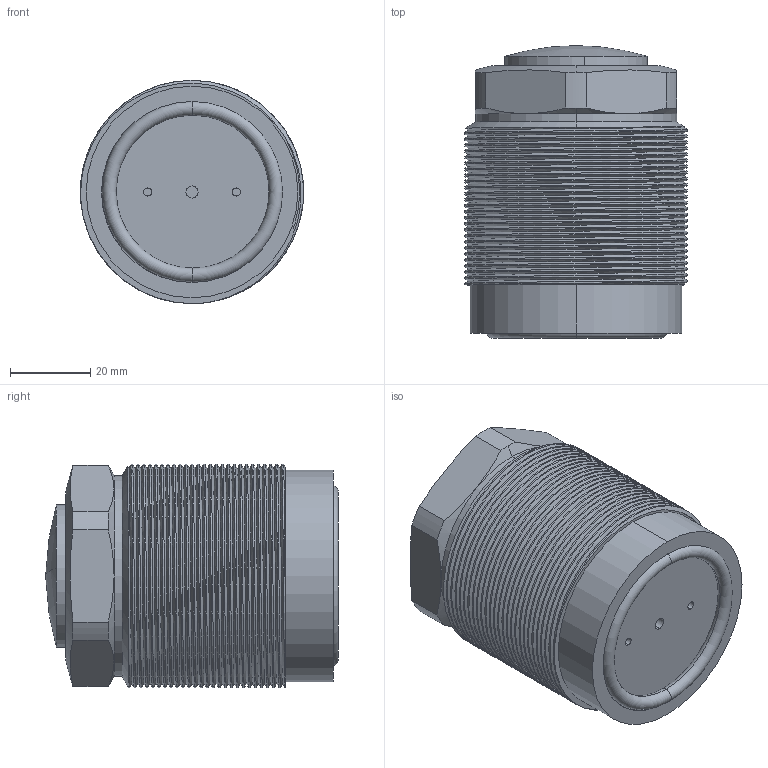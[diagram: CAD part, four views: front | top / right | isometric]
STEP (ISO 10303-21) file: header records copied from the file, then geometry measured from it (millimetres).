
FILE_DESCRIPTION (( 'STEP AP214' ), '1' );
FILE_NAME ('CTC-K055RM.STEP', '2018-11-01T03:52:19', ( '' ), ( '' ), 'SwSTEP 2.0', 'SolidWorks 2016', '' );
FILE_SCHEMA (( 'AUTOMOTIVE_DESIGN' ));
Length unit declared in the file: millimetre
Products named in the file (4): CTC-K055(O); CTC-K055RM(HSG); CTC-K055RM(BT); CTC-K055RM
Assembly tree (3 placements, depth 2):
  CTC-K055RM
    CTC-K055RM(BT)
    CTC-K055RM(HSG)
    CTC-K055(O)
Bounding box: 55.42 x 72.74 x 55.5 mm (x, y, z)
Volume: 151366.7 mm3; surface area: 38450.9 mm2
Topology: 3 solids, 3 shells, 117 faces, 303 edges, 197 vertices
Faces by surface type: cylinder 81, plane 17, cone 11, torus 4, bspline 2, sphere 2
Entity records: 6955 total; most frequent: CARTESIAN_POINT 4236, ORIENTED_EDGE 606, DIRECTION 497, EDGE_CURVE 303, AXIS2_PLACEMENT_3D 203, VERTEX_POINT 197, EDGE_LOOP 124, FACE_OUTER_BOUND 117
